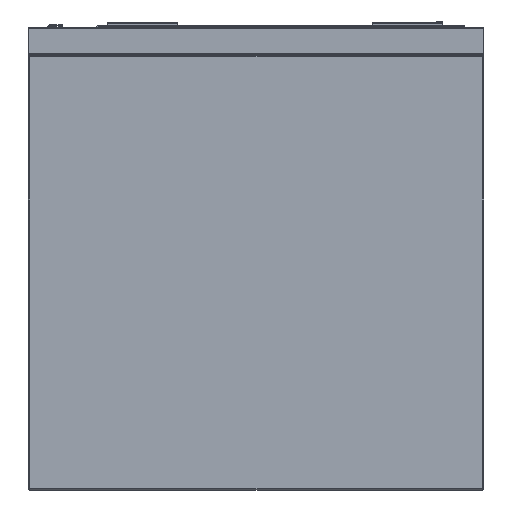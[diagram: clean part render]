
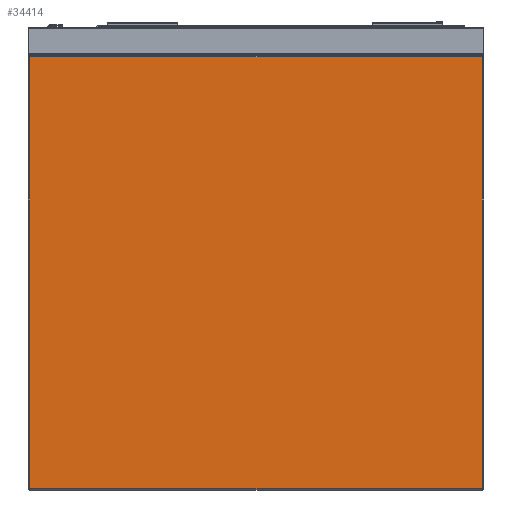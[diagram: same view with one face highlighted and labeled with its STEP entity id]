
A CAD part, left-side view. The second image highlights one B-rep face of the part: STEP entity #34414.
In plain terms, the highlighted planar face has unit normal (-1, 0, 0).
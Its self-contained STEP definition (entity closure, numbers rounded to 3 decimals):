
#1158 = AXIS2_PLACEMENT_3D ( 'NONE', #10587, #8398, #17005 ) ;
#1679 = DIRECTION ( 'NONE',  ( 0., -1., 0. ) ) ;
#2412 = VECTOR ( 'NONE', #20884, 1000. ) ;
#2745 = FACE_OUTER_BOUND ( 'NONE', #24399, .T. ) ;
#4255 = ORIENTED_EDGE ( 'NONE', *, *, #17442, .T. ) ;
#4590 = LINE ( 'NONE', #32058, #12407 ) ;
#5849 = LINE ( 'NONE', #16326, #18329 ) ;
#7393 = ORIENTED_EDGE ( 'NONE', *, *, #21239, .T. ) ;
#7682 = VECTOR ( 'NONE', #21569, 1000. ) ;
#7930 = EDGE_CURVE ( 'NONE', #10421, #21654, #4590, .T. ) ;
#8398 = DIRECTION ( 'NONE',  ( -1., 0., 0. ) ) ;
#8801 = ORIENTED_EDGE ( 'NONE', *, *, #7930, .T. ) ;
#10393 = LINE ( 'NONE', #26708, #7682 ) ;
#10421 = VERTEX_POINT ( 'NONE', #13552 ) ;
#10587 = CARTESIAN_POINT ( 'NONE',  ( -750., -325., -660. ) ) ;
#11138 = PLANE ( 'NONE',  #1158 ) ;
#12377 = ORIENTED_EDGE ( 'NONE', *, *, #17687, .T. ) ;
#12382 = CARTESIAN_POINT ( 'NONE',  ( -750., -323., -42. ) ) ;
#12407 = VECTOR ( 'NONE', #1679, 1000. ) ;
#12457 = CARTESIAN_POINT ( 'NONE',  ( -750., 325., -42. ) ) ;
#13552 = CARTESIAN_POINT ( 'NONE',  ( -750., 323., -658. ) ) ;
#15525 = VERTEX_POINT ( 'NONE', #26856 ) ;
#16326 = CARTESIAN_POINT ( 'NONE',  ( -750., -323., -660. ) ) ;
#16680 = DIRECTION ( 'NONE',  ( 0., 0., 1. ) ) ;
#17005 = DIRECTION ( 'NONE',  ( 0., 0., 1. ) ) ;
#17442 = EDGE_CURVE ( 'NONE', #21935, #15525, #31857, .T. ) ;
#17687 = EDGE_CURVE ( 'NONE', #15525, #10421, #10393, .T. ) ;
#18329 = VECTOR ( 'NONE', #16680, 1000. ) ;
#20884 = DIRECTION ( 'NONE',  ( 0., 1., 0. ) ) ;
#21239 = EDGE_CURVE ( 'NONE', #21654, #21935, #5849, .T. ) ;
#21569 = DIRECTION ( 'NONE',  ( 0., 0., -1. ) ) ;
#21654 = VERTEX_POINT ( 'NONE', #27418 ) ;
#21935 = VERTEX_POINT ( 'NONE', #12382 ) ;
#24399 = EDGE_LOOP ( 'NONE', ( #7393, #4255, #12377, #8801 ) ) ;
#26708 = CARTESIAN_POINT ( 'NONE',  ( -750., 323., -660. ) ) ;
#26856 = CARTESIAN_POINT ( 'NONE',  ( -750., 323., -42. ) ) ;
#27418 = CARTESIAN_POINT ( 'NONE',  ( -750., -323., -658. ) ) ;
#31857 = LINE ( 'NONE', #12457, #2412 ) ;
#32058 = CARTESIAN_POINT ( 'NONE',  ( -750., -325., -658. ) ) ;
#34414 = ADVANCED_FACE ( 'Fl�che7', ( #2745 ), #11138, .T. ) ;
